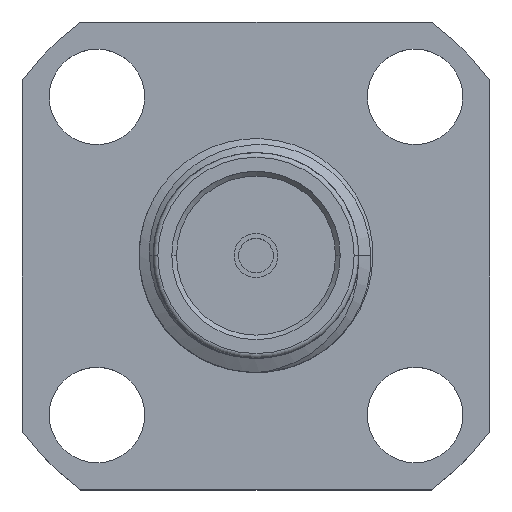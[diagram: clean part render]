
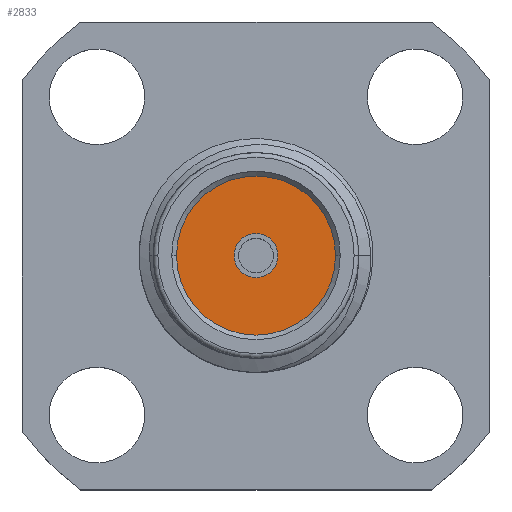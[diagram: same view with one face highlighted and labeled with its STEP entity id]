
A CAD part, top view. The second image highlights one B-rep face of the part: STEP entity #2833.
In plain terms, the highlighted planar face has unit normal (0, 0, 1).
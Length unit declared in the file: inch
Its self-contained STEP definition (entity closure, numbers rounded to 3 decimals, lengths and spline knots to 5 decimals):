
#41 = VERTEX_POINT ( 'NONE', #2258 ) ;
#42 = DIRECTION ( 'NONE',  ( 1., 0., 0. ) ) ;
#60 = DIRECTION ( 'NONE',  ( 0., 0., 1. ) ) ;
#111 = VERTEX_POINT ( 'NONE', #1210 ) ;
#311 = DIRECTION ( 'NONE',  ( 0., 0., 1. ) ) ;
#384 = ORIENTED_EDGE ( 'NONE', *, *, #3223, .T. ) ;
#402 = FACE_OUTER_BOUND ( 'NONE', #3432, .T. ) ;
#646 = PLANE ( 'NONE',  #1831 ) ;
#678 = DIRECTION ( 'NONE',  ( 1., 0., 0. ) ) ;
#934 = EDGE_CURVE ( 'NONE', #3109, #111, #1586, .T. ) ;
#1174 = AXIS2_PLACEMENT_3D ( 'NONE', #1496, #2810, #678 ) ;
#1210 = CARTESIAN_POINT ( 'NONE',  ( -0.0235, 0., -0.075 ) ) ;
#1284 = VERTEX_POINT ( 'NONE', #1760 ) ;
#1353 = AXIS2_PLACEMENT_3D ( 'NONE', #1867, #3519, #1832 ) ;
#1360 = ORIENTED_EDGE ( 'NONE', *, *, #2574, .F. ) ;
#1487 = CARTESIAN_POINT ( 'NONE',  ( 0., 0., -0.075 ) ) ;
#1496 = CARTESIAN_POINT ( 'NONE',  ( 0., 0., -0.075 ) ) ;
#1586 = CIRCLE ( 'NONE', #1816, 0.0235 ) ;
#1587 = ORIENTED_EDGE ( 'NONE', *, *, #2042, .T. ) ;
#1760 = CARTESIAN_POINT ( 'NONE',  ( -0.085, 0., -0.075 ) ) ;
#1795 = ORIENTED_EDGE ( 'NONE', *, *, #934, .F. ) ;
#1800 = FACE_BOUND ( 'NONE', #2728, .T. ) ;
#1816 = AXIS2_PLACEMENT_3D ( 'NONE', #3022, #60, #42 ) ;
#1831 = AXIS2_PLACEMENT_3D ( 'NONE', #1487, #2065, #2080 ) ;
#1832 = DIRECTION ( 'NONE',  ( 1., 0., 0. ) ) ;
#1867 = CARTESIAN_POINT ( 'NONE',  ( 0., 0., -0.075 ) ) ;
#2042 = EDGE_CURVE ( 'NONE', #41, #1284, #2217, .T. ) ;
#2065 = DIRECTION ( 'NONE',  ( 0., 0., 1. ) ) ;
#2078 = CARTESIAN_POINT ( 'NONE',  ( 0.0235, 0., -0.075 ) ) ;
#2080 = DIRECTION ( 'NONE',  ( 1., 0., 0. ) ) ;
#2217 = CIRCLE ( 'NONE', #1353, 0.085 ) ;
#2258 = CARTESIAN_POINT ( 'NONE',  ( 0.085, 0., -0.075 ) ) ;
#2275 = CIRCLE ( 'NONE', #1174, 0.0235 ) ;
#2572 = CIRCLE ( 'NONE', #3492, 0.085 ) ;
#2574 = EDGE_CURVE ( 'NONE', #111, #3109, #2275, .T. ) ;
#2728 = EDGE_LOOP ( 'NONE', ( #1795, #1360 ) ) ;
#2794 = CARTESIAN_POINT ( 'NONE',  ( 0., 0., -0.075 ) ) ;
#2810 = DIRECTION ( 'NONE',  ( 0., 0., 1. ) ) ;
#2833 = ADVANCED_FACE ( 'NONE', ( #1800, #402 ), #646, .T. ) ;
#3022 = CARTESIAN_POINT ( 'NONE',  ( 0., 0., -0.075 ) ) ;
#3109 = VERTEX_POINT ( 'NONE', #2078 ) ;
#3223 = EDGE_CURVE ( 'NONE', #1284, #41, #2572, .T. ) ;
#3354 = DIRECTION ( 'NONE',  ( 1., 0., 0. ) ) ;
#3432 = EDGE_LOOP ( 'NONE', ( #1587, #384 ) ) ;
#3492 = AXIS2_PLACEMENT_3D ( 'NONE', #2794, #311, #3354 ) ;
#3519 = DIRECTION ( 'NONE',  ( 0., 0., 1. ) ) ;
